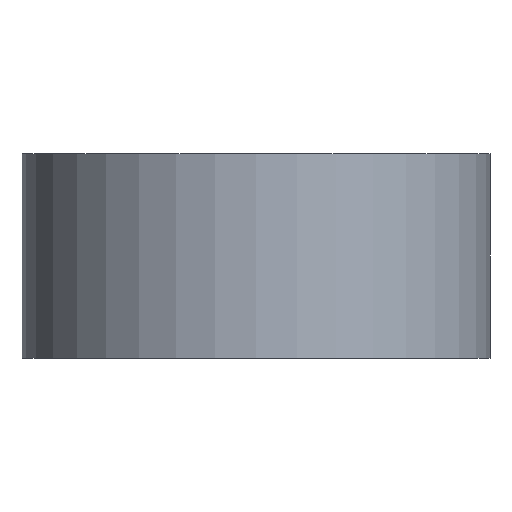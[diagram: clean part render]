
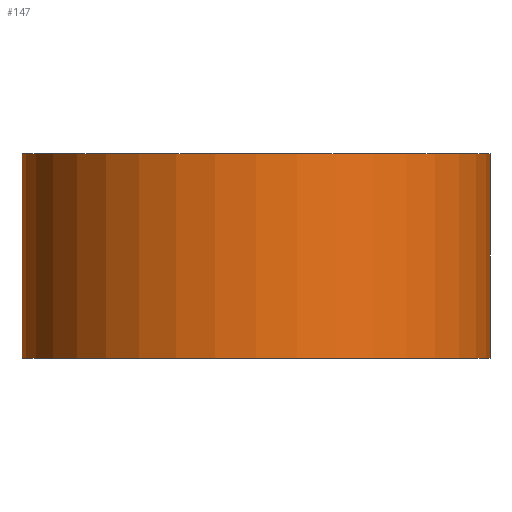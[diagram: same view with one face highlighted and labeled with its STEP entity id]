
A CAD part, front view. The second image highlights one B-rep face of the part: STEP entity #147.
In plain terms, the highlighted cylindrical face has radius 14.9 mm (diameter 29.8 mm), a full revolution.
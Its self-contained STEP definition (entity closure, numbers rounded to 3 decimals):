
#22=CYLINDRICAL_SURFACE('',#176,14.9);
#29=FACE_BOUND('',#62,.T.);
#46=FACE_OUTER_BOUND('',#61,.T.);
#61=EDGE_LOOP('',(#126));
#62=EDGE_LOOP('',(#127));
#76=CIRCLE('',#160,14.9);
#87=CIRCLE('',#177,14.9);
#89=VERTEX_POINT('',#230);
#100=VERTEX_POINT('',#258);
#102=EDGE_CURVE('',#89,#89,#76,.T.);
#113=EDGE_CURVE('',#100,#100,#87,.T.);
#126=ORIENTED_EDGE('',*,*,#102,.F.);
#127=ORIENTED_EDGE('',*,*,#113,.F.);
#147=ADVANCED_FACE('',(#46,#29),#22,.T.);
#160=AXIS2_PLACEMENT_3D('',#231,#186,#187);
#176=AXIS2_PLACEMENT_3D('',#257,#218,#219);
#177=AXIS2_PLACEMENT_3D('',#259,#220,#221);
#186=DIRECTION('center_axis',(0.,0.,1.));
#187=DIRECTION('ref_axis',(-1.,0.,0.));
#218=DIRECTION('center_axis',(0.,0.,1.));
#219=DIRECTION('ref_axis',(-1.,0.,0.));
#220=DIRECTION('center_axis',(0.,0.,-1.));
#221=DIRECTION('ref_axis',(-1.,0.,0.));
#230=CARTESIAN_POINT('',(14.9,0.,13.));
#231=CARTESIAN_POINT('Origin',(0.,0.,13.));
#257=CARTESIAN_POINT('Origin',(0.,0.,0.));
#258=CARTESIAN_POINT('',(14.9,0.,0.));
#259=CARTESIAN_POINT('Origin',(0.,0.,0.));
